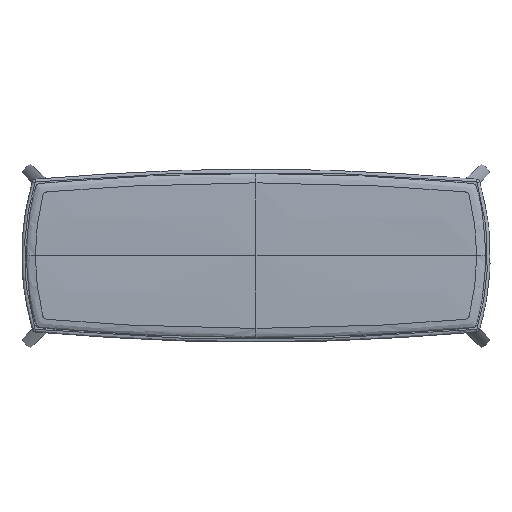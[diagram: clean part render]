
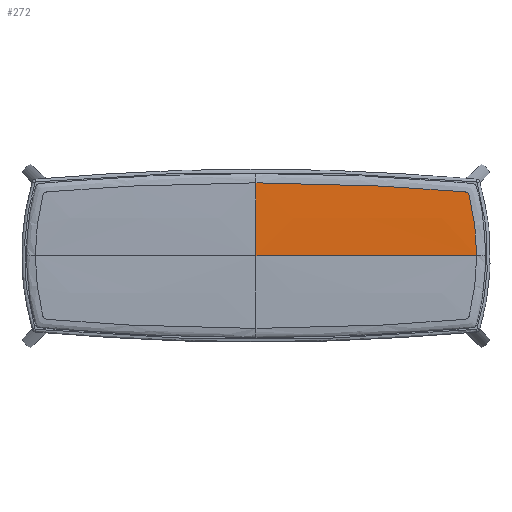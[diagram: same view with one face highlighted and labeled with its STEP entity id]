
A CAD part, top view. The second image highlights one B-rep face of the part: STEP entity #272.
In plain terms, the highlighted free-form (B-spline) face has degree [3, 3] with [9, 5] control points.
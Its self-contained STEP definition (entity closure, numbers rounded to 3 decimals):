
#272=ADVANCED_FACE('',(#398),#1746,.T.);
#398=FACE_OUTER_BOUND('',#524,.T.);
#524=EDGE_LOOP('',(#663,#664,#665));
#663=ORIENTED_EDGE('',*,*,#1173,.F.);
#664=ORIENTED_EDGE('',*,*,#1174,.T.);
#665=ORIENTED_EDGE('',*,*,#1170,.T.);
#1170=EDGE_CURVE('',#1584,#1586,#1430,.T.);
#1173=EDGE_CURVE('',#1588,#1586,#1433,.T.);
#1174=EDGE_CURVE('',#1588,#1584,#1434,.T.);
#1430=B_SPLINE_CURVE_WITH_KNOTS('',3,(#3192,#3193,#3194,#3195,#3196,#3197,
#3198,#3199,#3200),.UNSPECIFIED.,.F.,.F.,(4,1,1,1,1,1,4),(330.,357.5,385.,
412.5,440.,467.5,493.316),.UNSPECIFIED.);
#1433=B_SPLINE_CURVE_WITH_KNOTS('',3,(#3254,#3255,#3256,#3257,#3258,#3259,
#3260,#3261,#3262,#3263,#3264,#3265,#3266,#3267,#3268,#3269,#3270,#3271,
#3272,#3273,#3274,#3275,#3276,#3277,#3278,#3279,#3280,#3281,#3282,#3283,
#3284,#3285,#3286,#3287,#3288,#3289,#3290,#3291,#3292,#3293,#3294,#3295,
#3296,#3297,#3298,#3299,#3300,#3301,#3302),.UNSPECIFIED.,.F.,.F.,(4,2,2,
2,2,2,2,2,1,1,1,2,2,2,2,1,1,1,2,2,1,1,1,2,2,2,2,2,4),(-623.96,
-394.069,-279.124,-221.651,-192.914,
-178.546,-171.362,-167.77,-165.974,-164.178,
-162.382,-156.923,-155.11,-154.203,-153.296,
-151.482,-149.669,-147.855,-145.973,
-142.277,-136.994,-134.886,-132.779,
-130.671,-126.456,-118.026,-101.165,
-67.443,0.),.UNSPECIFIED.);
#1434=B_SPLINE_CURVE_WITH_KNOTS('',3,(#3303,#3304,#3305,#3306,#3307),
 .UNSPECIFIED.,.F.,.F.,(4,1,4),(170.,247.5,330.),
 .UNSPECIFIED.);
#1584=VERTEX_POINT('',#2965);
#1586=VERTEX_POINT('',#2967);
#1588=VERTEX_POINT('',#2969);
#1746=B_SPLINE_SURFACE_WITH_KNOTS('',3,3,((#2675,#2676,#2677,#2678,#2679),
(#2680,#2681,#2682,#2683,#2684),(#2685,#2686,#2687,#2688,#2689),(#2690,
#2691,#2692,#2693,#2694),(#2695,#2696,#2697,#2698,#2699),(#2700,#2701,#2702,
#2703,#2704),(#2705,#2706,#2707,#2708,#2709),(#2710,#2711,#2712,#2713,#2714),
(#2715,#2716,#2717,#2718,#2719)),.UNSPECIFIED.,.F.,.F.,.F.,(4,1,1,1,1,1,
4),(4,1,4),(0.,81.667,163.333,245.,326.667,
408.333,490.),(0.,82.5,165.),
 .UNSPECIFIED.);
#2675=CARTESIAN_POINT('',(490.,165.,484.875));
#2676=CARTESIAN_POINT('',(490.,137.5,486.125));
#2677=CARTESIAN_POINT('',(490.,82.5,486.125));
#2678=CARTESIAN_POINT('',(490.,27.5,486.125));
#2679=CARTESIAN_POINT('',(490.,0.,486.125));
#2680=CARTESIAN_POINT('',(462.778,165.,486.125));
#2681=CARTESIAN_POINT('',(462.778,137.5,486.75));
#2682=CARTESIAN_POINT('',(462.778,82.5,488.));
#2683=CARTESIAN_POINT('',(462.778,27.5,488.));
#2684=CARTESIAN_POINT('',(462.778,0.,488.));
#2685=CARTESIAN_POINT('',(408.333,165.,486.125));
#2686=CARTESIAN_POINT('',(408.333,137.5,488.));
#2687=CARTESIAN_POINT('',(408.333,82.5,488.));
#2688=CARTESIAN_POINT('',(408.333,27.5,488.));
#2689=CARTESIAN_POINT('',(408.333,0.,488.));
#2690=CARTESIAN_POINT('',(326.667,165.,486.125));
#2691=CARTESIAN_POINT('',(326.667,137.5,488.));
#2692=CARTESIAN_POINT('',(326.667,82.5,488.));
#2693=CARTESIAN_POINT('',(326.667,27.5,488.));
#2694=CARTESIAN_POINT('',(326.667,0.,488.));
#2695=CARTESIAN_POINT('',(245.,165.,486.125));
#2696=CARTESIAN_POINT('',(245.,137.5,488.));
#2697=CARTESIAN_POINT('',(245.,82.5,488.));
#2698=CARTESIAN_POINT('',(245.,27.5,488.));
#2699=CARTESIAN_POINT('',(245.,0.,488.));
#2700=CARTESIAN_POINT('',(163.333,165.,486.125));
#2701=CARTESIAN_POINT('',(163.333,137.5,488.));
#2702=CARTESIAN_POINT('',(163.333,82.5,488.));
#2703=CARTESIAN_POINT('',(163.333,27.5,488.));
#2704=CARTESIAN_POINT('',(163.333,0.,488.));
#2705=CARTESIAN_POINT('',(81.667,165.,486.125));
#2706=CARTESIAN_POINT('',(81.667,137.5,488.));
#2707=CARTESIAN_POINT('',(81.667,82.5,488.));
#2708=CARTESIAN_POINT('',(81.667,27.5,488.));
#2709=CARTESIAN_POINT('',(81.667,0.,488.));
#2710=CARTESIAN_POINT('',(27.222,165.,486.125));
#2711=CARTESIAN_POINT('',(27.222,137.5,488.));
#2712=CARTESIAN_POINT('',(27.222,82.5,488.));
#2713=CARTESIAN_POINT('',(27.222,27.5,488.));
#2714=CARTESIAN_POINT('',(27.222,0.,488.));
#2715=CARTESIAN_POINT('',(0.,165.,486.125));
#2716=CARTESIAN_POINT('',(0.,137.5,488.));
#2717=CARTESIAN_POINT('',(0.,82.5,488.));
#2718=CARTESIAN_POINT('',(0.,27.5,488.));
#2719=CARTESIAN_POINT('',(0.,0.,488.));
#2965=CARTESIAN_POINT('',(0.,0.,488.));
#2967=CARTESIAN_POINT('',(485.,0.,486.449));
#2969=CARTESIAN_POINT('',(0.,160.,486.446));
#3192=CARTESIAN_POINT('',(0.,0.,488.));
#3193=CARTESIAN_POINT('',(27.222,0.,488.));
#3194=CARTESIAN_POINT('',(81.667,0.,488.));
#3195=CARTESIAN_POINT('',(163.333,0.,488.));
#3196=CARTESIAN_POINT('',(245.,0.,488.));
#3197=CARTESIAN_POINT('',(326.667,0.,488.));
#3198=CARTESIAN_POINT('',(406.667,0.,488.));
#3199=CARTESIAN_POINT('',(459.444,0.,488.));
#3200=CARTESIAN_POINT('',(485.,0.,486.449));
#3254=CARTESIAN_POINT('',(0.,160.,486.446));
#3255=CARTESIAN_POINT('',(76.486,160.001,486.444));
#3256=CARTESIAN_POINT('',(152.975,158.357,486.55));
#3257=CARTESIAN_POINT('',(267.598,153.406,486.811));
#3258=CARTESIAN_POINT('',(305.788,151.343,486.917));
#3259=CARTESIAN_POINT('',(363.032,147.63,487.074));
#3260=CARTESIAN_POINT('',(382.107,146.289,487.112));
#3261=CARTESIAN_POINT('',(410.708,144.123,487.056));
#3262=CARTESIAN_POINT('',(420.239,143.376,487.019));
#3263=CARTESIAN_POINT('',(434.533,142.217,486.905));
#3264=CARTESIAN_POINT('',(439.297,141.824,486.858));
#3265=CARTESIAN_POINT('',(446.44,141.225,486.767));
#3266=CARTESIAN_POINT('',(448.821,141.024,486.734));
#3267=CARTESIAN_POINT('',(452.395,140.719,486.679));
#3268=CARTESIAN_POINT('',(453.579,140.618,486.66));
#3269=CARTESIAN_POINT('',(455.38,140.464,486.63));
#3270=CARTESIAN_POINT('',(456.489,140.366,486.611));
#3271=CARTESIAN_POINT('',(458.571,140.195,486.573));
#3272=CARTESIAN_POINT('',(459.775,140.039,486.552));
#3273=CARTESIAN_POINT('',(461.109,139.681,486.532));
#3274=CARTESIAN_POINT('',(462.222,139.205,486.519));
#3275=CARTESIAN_POINT('',(462.508,139.074,486.515));
#3276=CARTESIAN_POINT('',(462.919,138.862,486.511));
#3277=CARTESIAN_POINT('',(463.056,138.789,486.51));
#3278=CARTESIAN_POINT('',(463.326,138.637,486.507));
#3279=CARTESIAN_POINT('',(463.459,138.558,486.506));
#3280=CARTESIAN_POINT('',(463.854,138.315,486.502));
#3281=CARTESIAN_POINT('',(464.368,137.972,486.498));
#3282=CARTESIAN_POINT('',(465.1,137.395,486.494));
#3283=CARTESIAN_POINT('',(465.779,136.77,486.491));
#3284=CARTESIAN_POINT('',(466.204,136.314,486.491));
#3285=CARTESIAN_POINT('',(466.813,135.607,486.491));
#3286=CARTESIAN_POINT('',(467.184,135.097,486.493));
#3287=CARTESIAN_POINT('',(467.97,133.847,486.499));
#3288=CARTESIAN_POINT('',(468.546,132.579,486.51));
#3289=CARTESIAN_POINT('',(468.9,131.407,486.523));
#3290=CARTESIAN_POINT('',(469.469,129.056,486.552));
#3291=CARTESIAN_POINT('',(469.774,127.808,486.566));
#3292=CARTESIAN_POINT('',(470.261,125.778,486.588));
#3293=CARTESIAN_POINT('',(470.577,124.443,486.601));
#3294=CARTESIAN_POINT('',(471.514,120.409,486.638));
#3295=CARTESIAN_POINT('',(472.118,117.717,486.658));
#3296=CARTESIAN_POINT('',(473.868,109.626,486.705));
#3297=CARTESIAN_POINT('',(474.953,104.214,486.72));
#3298=CARTESIAN_POINT('',(477.96,87.933,486.724));
#3299=CARTESIAN_POINT('',(479.633,77.018,486.681));
#3300=CARTESIAN_POINT('',(483.655,44.15,486.542));
#3301=CARTESIAN_POINT('',(485.,22.076,486.445));
#3302=CARTESIAN_POINT('',(485.,0.,486.449));
#3303=CARTESIAN_POINT('',(0.,160.,486.446));
#3304=CARTESIAN_POINT('',(0.,134.167,488.));
#3305=CARTESIAN_POINT('',(0.,80.833,488.));
#3306=CARTESIAN_POINT('',(0.,27.5,488.));
#3307=CARTESIAN_POINT('',(0.,0.,488.));
